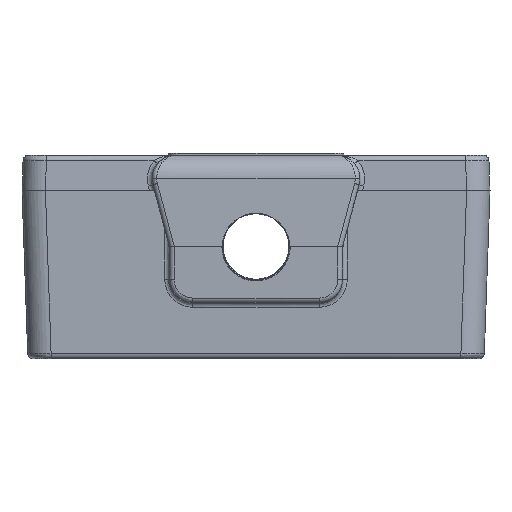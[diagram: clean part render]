
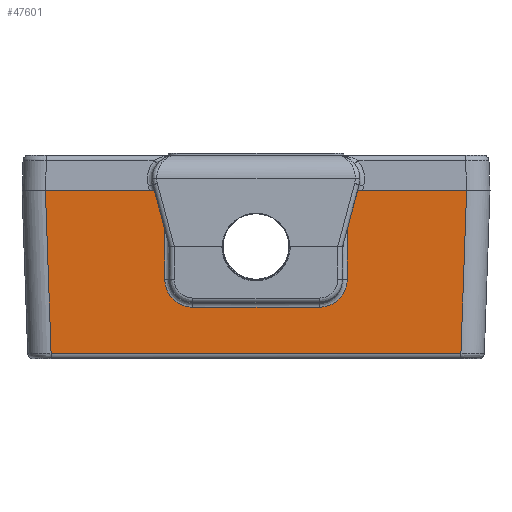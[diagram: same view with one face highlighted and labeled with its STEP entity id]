
A CAD part, left-side view. The second image highlights one B-rep face of the part: STEP entity #47601.
In plain terms, the highlighted planar face has unit normal (-1, 0, -0.018).
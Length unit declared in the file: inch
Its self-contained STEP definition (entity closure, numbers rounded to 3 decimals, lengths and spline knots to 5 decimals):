
#5123 = CARTESIAN_POINT ( 'NONE',  ( -2.2654, 0.46861, -0.12763 ) ) ;
#9724 = DIRECTION ( 'NONE',  ( 0.017, 0., -1. ) ) ;
#14992 = VECTOR ( 'NONE', #229136, 39.37008 ) ;
#16051 = CARTESIAN_POINT ( 'NONE',  ( -2.275, -1.375, 0.4225 ) ) ;
#19336 = CARTESIAN_POINT ( 'NONE',  ( -2.26603, -0.4836, -0.09132 ) ) ;
#23520 = LINE ( 'NONE', #84333, #24373 ) ;
#24373 = VECTOR ( 'NONE', #247828, 39.37008 ) ;
#27619 = EDGE_CURVE ( 'NONE', #56220, #93704, #254747, .T. ) ;
#29315 = ORIENTED_EDGE ( 'NONE', *, *, #27619, .F. ) ;
#31938 = CARTESIAN_POINT ( 'NONE',  ( -2.26462, 0.42968, -0.17202 ) ) ;
#36245 = ORIENTED_EDGE ( 'NONE', *, *, #231443, .F. ) ;
#37056 = CARTESIAN_POINT ( 'NONE',  ( -2.25161, -0.4875, -0.91765 ) ) ;
#40899 = CARTESIAN_POINT ( 'NONE',  ( -2.26417, -0.37677, -0.19816 ) ) ;
#44784 = VERTEX_POINT ( 'NONE', #198333 ) ;
#44892 = CARTESIAN_POINT ( 'NONE',  ( -2.26672, -0.4875, -0.05206 ) ) ;
#46252 = CARTESIAN_POINT ( 'NONE',  ( -2.26511, -0.45745, -0.14424 ) ) ;
#46873 = CARTESIAN_POINT ( 'NONE',  ( -2.26672, 0.4875, -0.05206 ) ) ;
#47601 = ADVANCED_FACE ( 'NONE', ( #88109 ), #132629, .F. ) ;
#47928 = EDGE_CURVE ( 'NONE', #202360, #221128, #98086, .T. ) ;
#48889 = EDGE_CURVE ( 'NONE', #221128, #174137, #218265, .T. ) ;
#49032 = VECTOR ( 'NONE', #78130, 39.37008 ) ;
#52791 = CARTESIAN_POINT ( 'NONE',  ( -2.25977, 1.0946, -0.44802 ) ) ;
#56012 = DIRECTION ( 'NONE',  ( -0.017, 0., 1. ) ) ;
#56220 = VERTEX_POINT ( 'NONE', #109555 ) ;
#57185 = CARTESIAN_POINT ( 'NONE',  ( -2.2641, -0.3375, -0.20206 ) ) ;
#62842 = CARTESIAN_POINT ( 'NONE',  ( -2.25184, -1.07867, -0.90408 ) ) ;
#65221 = CARTESIAN_POINT ( 'NONE',  ( -2.2654, -0.46858, -0.12761 ) ) ;
#65549 = ORIENTED_EDGE ( 'NONE', *, *, #94624, .F. ) ;
#68173 = LINE ( 'NONE', #62842, #14992 ) ;
#71089 = CARTESIAN_POINT ( 'NONE',  ( -2.26511, 0.45743, -0.14423 ) ) ;
#77754 = DIRECTION ( 'NONE',  ( 0., 1., 0. ) ) ;
#78130 = DIRECTION ( 'NONE',  ( 0., -1., 0. ) ) ;
#81938 = B_SPLINE_CURVE_WITH_KNOTS ( 'NONE', 3,
 ( #57185, #139526, #40899, #144915, #86809, #46252, #65221, #19336, #228829, #44892 ),
 .UNSPECIFIED., .F., .F.,
 ( 4, 2, 2, 2, 4 ),
 ( 0., 0.25, 0.5, 0.75, 1. ),
 .UNSPECIFIED. ) ;
#84333 = CARTESIAN_POINT ( 'NONE',  ( -2.25161, 0.4875, -0.91765 ) ) ;
#86809 = CARTESIAN_POINT ( 'NONE',  ( -2.26462, -0.42967, -0.17199 ) ) ;
#87282 = CARTESIAN_POINT ( 'NONE',  ( -2.26672, 0.4875, -0.05206 ) ) ;
#88109 = FACE_OUTER_BOUND ( 'NONE', #185370, .T. ) ;
#88978 = B_SPLINE_CURVE_WITH_KNOTS ( 'NONE', 3,
 ( #46873, #256206, #254916, #5123, #71089, #31938, #194073, #191413, #175045, #153513 ),
 .UNSPECIFIED., .F., .F.,
 ( 4, 2, 2, 2, 4 ),
 ( 0., 0.25, 0.5, 0.75, 1. ),
 .UNSPECIFIED. ) ;
#93704 = VERTEX_POINT ( 'NONE', #250772 ) ;
#93996 = CARTESIAN_POINT ( 'NONE',  ( -2.2598, 1.0946, -0.44802 ) ) ;
#94624 = EDGE_CURVE ( 'NONE', #246523, #192109, #23520, .T. ) ;
#98086 = LINE ( 'NONE', #142592, #262984 ) ;
#105221 = EDGE_CURVE ( 'NONE', #174137, #246523, #118685, .T. ) ;
#105823 = DIRECTION ( 'NONE',  ( 0., -1., 0. ) ) ;
#109053 = ORIENTED_EDGE ( 'NONE', *, *, #137266, .F. ) ;
#109555 = CARTESIAN_POINT ( 'NONE',  ( -2.2641, 0.3375, -0.20206 ) ) ;
#118685 = LINE ( 'NONE', #16051, #49032 ) ;
#127421 = LINE ( 'NONE', #209792, #188532 ) ;
#129394 = VECTOR ( 'NONE', #56012, 39.37008 ) ;
#132000 = EDGE_CURVE ( 'NONE', #258641, #202360, #68173, .T. ) ;
#132629 = PLANE ( 'NONE',  #189528 ) ;
#133117 = DIRECTION ( 'NONE',  ( 0., -1., 0. ) ) ;
#137266 = EDGE_CURVE ( 'NONE', #192109, #56220, #88978, .T. ) ;
#139526 = CARTESIAN_POINT ( 'NONE',  ( -2.2641, -0.35714, -0.20203 ) ) ;
#142592 = CARTESIAN_POINT ( 'NONE',  ( -2.2598, -0.6875, -0.44802 ) ) ;
#144915 = CARTESIAN_POINT ( 'NONE',  ( -2.26443, -0.41306, -0.18317 ) ) ;
#152621 = ORIENTED_EDGE ( 'NONE', *, *, #132000, .F. ) ;
#153340 = ORIENTED_EDGE ( 'NONE', *, *, #48889, .F. ) ;
#153513 = CARTESIAN_POINT ( 'NONE',  ( -2.2641, 0.3375, -0.20206 ) ) ;
#155677 = VECTOR ( 'NONE', #133117, 39.37008 ) ;
#167679 = CARTESIAN_POINT ( 'NONE',  ( -2.275, -1.125, 0.4225 ) ) ;
#169093 = ORIENTED_EDGE ( 'NONE', *, *, #215544, .F. ) ;
#170468 = CARTESIAN_POINT ( 'NONE',  ( -2.25161, -1.375, -0.91765 ) ) ;
#174137 = VERTEX_POINT ( 'NONE', #259736 ) ;
#174740 = ORIENTED_EDGE ( 'NONE', *, *, #253444, .F. ) ;
#175045 = CARTESIAN_POINT ( 'NONE',  ( -2.2641, 0.35713, -0.20207 ) ) ;
#185370 = EDGE_LOOP ( 'NONE', ( #218937, #153340, #209961, #152621, #174740, #36245, #169093, #29315, #109053, #65549 ) ) ;
#188532 = VECTOR ( 'NONE', #105823, 39.37008 ) ;
#189528 = AXIS2_PLACEMENT_3D ( 'NONE', #170468, #256881, #9724 ) ;
#191413 = CARTESIAN_POINT ( 'NONE',  ( -2.26417, 0.37676, -0.19816 ) ) ;
#192109 = VERTEX_POINT ( 'NONE', #87282 ) ;
#193903 = CARTESIAN_POINT ( 'NONE',  ( -2.2641, -1.375, -0.20206 ) ) ;
#194073 = CARTESIAN_POINT ( 'NONE',  ( -2.26443, 0.41305, -0.18314 ) ) ;
#195318 = DIRECTION ( 'NONE',  ( -0.017, 0.035, 0.999 ) ) ;
#198333 = CARTESIAN_POINT ( 'NONE',  ( -2.26672, -0.4875, -0.05206 ) ) ;
#202360 = VERTEX_POINT ( 'NONE', #238000 ) ;
#209792 = CARTESIAN_POINT ( 'NONE',  ( -2.275, -1.375, 0.4225 ) ) ;
#209961 = ORIENTED_EDGE ( 'NONE', *, *, #47928, .F. ) ;
#215544 = EDGE_CURVE ( 'NONE', #93704, #44784, #81938, .T. ) ;
#218265 = LINE ( 'NONE', #93996, #246422 ) ;
#218937 = ORIENTED_EDGE ( 'NONE', *, *, #105221, .F. ) ;
#221128 = VERTEX_POINT ( 'NONE', #52791 ) ;
#228829 = CARTESIAN_POINT ( 'NONE',  ( -2.26637, -0.4875, -0.0717 ) ) ;
#229114 = CARTESIAN_POINT ( 'NONE',  ( -2.275, 0.4875, 0.4225 ) ) ;
#229136 = DIRECTION ( 'NONE',  ( 0.017, 0.035, -0.999 ) ) ;
#230984 = VERTEX_POINT ( 'NONE', #252732 ) ;
#231443 = EDGE_CURVE ( 'NONE', #44784, #230984, #261337, .T. ) ;
#238000 = CARTESIAN_POINT ( 'NONE',  ( -2.2598, -1.0946, -0.44802 ) ) ;
#246422 = VECTOR ( 'NONE', #195318, 39.37008 ) ;
#246523 = VERTEX_POINT ( 'NONE', #229114 ) ;
#247828 = DIRECTION ( 'NONE',  ( 0.017, 0., -1. ) ) ;
#250772 = CARTESIAN_POINT ( 'NONE',  ( -2.2641, -0.3375, -0.20206 ) ) ;
#252732 = CARTESIAN_POINT ( 'NONE',  ( -2.275, -0.4875, 0.4225 ) ) ;
#253444 = EDGE_CURVE ( 'NONE', #230984, #258641, #127421, .T. ) ;
#254747 = LINE ( 'NONE', #193903, #155677 ) ;
#254916 = CARTESIAN_POINT ( 'NONE',  ( -2.26603, 0.4836, -0.09133 ) ) ;
#256206 = CARTESIAN_POINT ( 'NONE',  ( -2.26637, 0.48746, -0.0717 ) ) ;
#256881 = DIRECTION ( 'NONE',  ( 1., 0., 0.017 ) ) ;
#258641 = VERTEX_POINT ( 'NONE', #167679 ) ;
#259736 = CARTESIAN_POINT ( 'NONE',  ( -2.275, 1.125, 0.4225 ) ) ;
#261337 = LINE ( 'NONE', #37056, #129394 ) ;
#262984 = VECTOR ( 'NONE', #77754, 39.37008 ) ;
